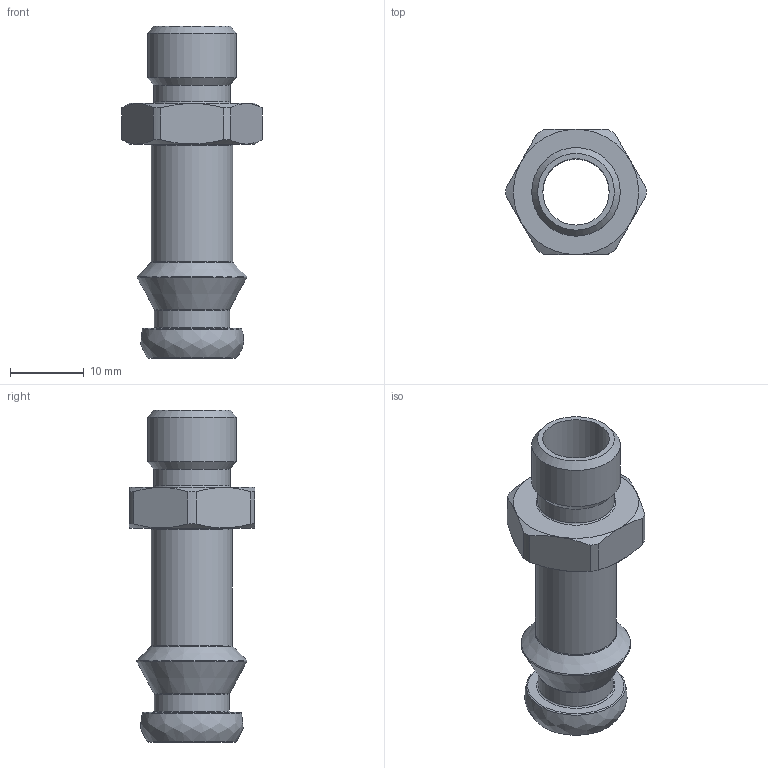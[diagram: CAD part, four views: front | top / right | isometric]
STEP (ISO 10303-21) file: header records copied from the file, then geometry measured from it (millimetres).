
FILE_DESCRIPTION(/* description */ (''),/* implementation_level */ '2;1');
FILE_NAME(/* name */ '900031.stp',/* time_stamp */ '2021-04-24T05:50:56+02:00',/* author */ ('sgs'),/* organization */ (''),/* preprocessor_version */ 'ST-DEVELOPER v18.1',/* originating_system */ 'Autodesk Inventor 2020',/* authorisation */ '');
FILE_SCHEMA (('AUTOMOTIVE_DESIGN { 1 0 10303 214 3 1 1 }'));
Length unit declared in the file: millimetre
Products named in the file (1): 900031
Bounding box: 19 x 17.02 x 45 mm (x, y, z)
Volume: 2722.9 mm3; surface area: 3532.1 mm2
Topology: 1 solids, 1 shells, 38 faces, 108 edges, 75 vertices
Faces by surface type: plane 11, cylinder 11, torus 9, cone 6, bspline 1
Full cylindrical faces by diameter (mm): 9 x1, 10.2 x1, 10.4 x1, 11 x1, 12 x1
Entity records: 1348 total; most frequent: CARTESIAN_POINT 276, DIRECTION 241, ORIENTED_EDGE 216, AXIS2_PLACEMENT_3D 109, EDGE_CURVE 108, VERTEX_POINT 75, CIRCLE 71, EDGE_LOOP 43
